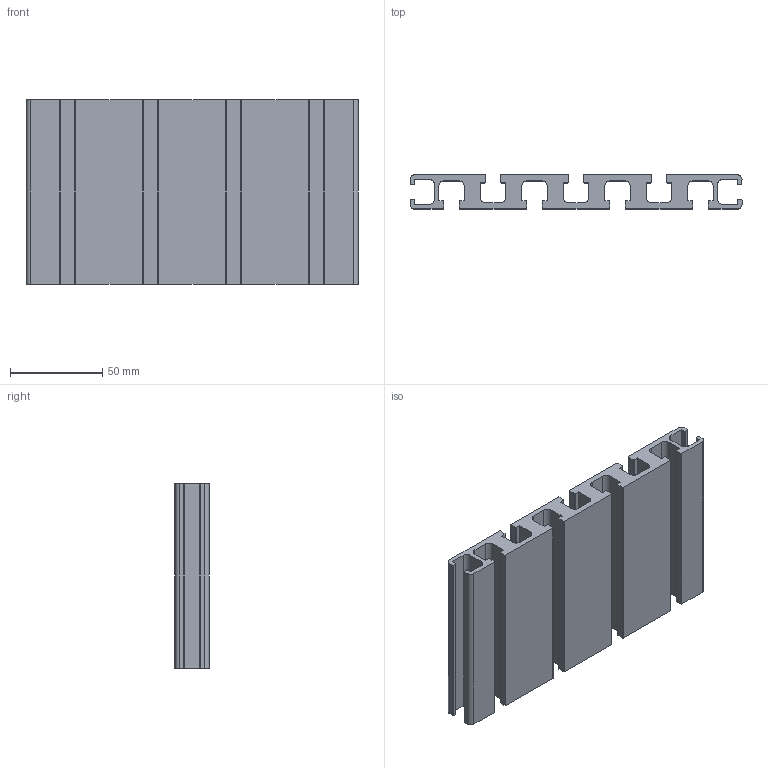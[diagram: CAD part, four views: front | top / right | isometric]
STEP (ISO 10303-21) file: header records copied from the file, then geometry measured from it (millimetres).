
FILE_DESCRIPTION(/* description */ (''),/* implementation_level */ '2;1');
FILE_NAME(/* name */ 'BPRDD0000026.stp',/* time_stamp */ '2017-07-12T17:28:32+02:00',/* author */ ('fzagni'),/* organization */ (''),/* preprocessor_version */ 'ST-DEVELOPER v16.1',/* originating_system */ 'Autodesk Inventor 2016',/* authorisation */ '');
FILE_SCHEMA (('AUTOMOTIVE_DESIGN { 1 0 10303 214 3 1 1 }'));
Length unit declared in the file: millimetre
Products named in the file (1): BPRDD0000026
Bounding box: 180 x 18.5 x 100 mm (x, y, z)
Volume: 170449.5 mm3; surface area: 76538.5 mm2
Topology: 1 solids, 1 shells, 136 faces, 402 edges, 268 vertices
Faces by surface type: plane 78, cylinder 58
Entity records: 4586 total; most frequent: CARTESIAN_POINT 807, ORIENTED_EDGE 804, DIRECTION 792, EDGE_CURVE 402, LINE 286, VECTOR 286, VERTEX_POINT 268, AXIS2_PLACEMENT_3D 253
